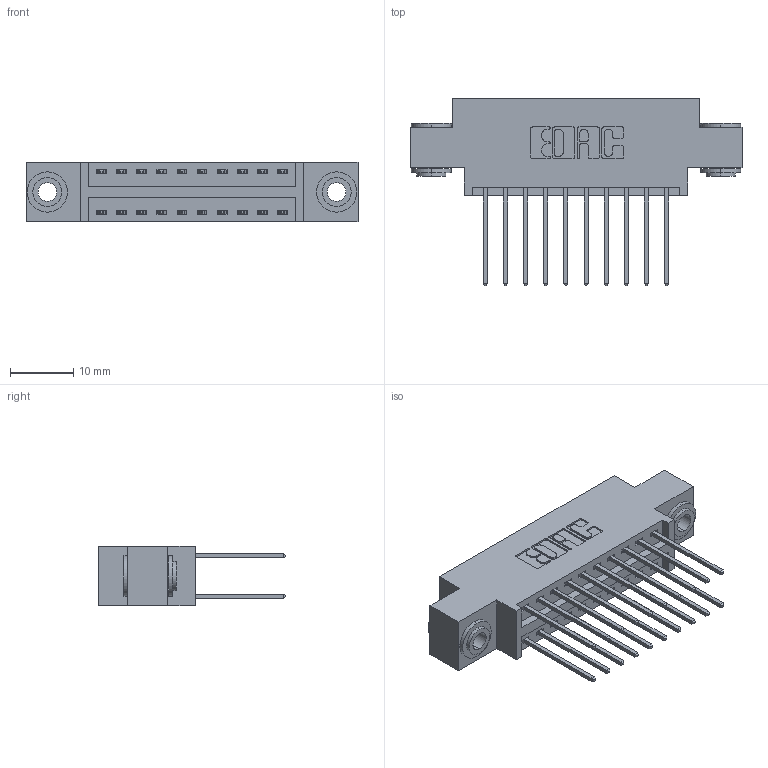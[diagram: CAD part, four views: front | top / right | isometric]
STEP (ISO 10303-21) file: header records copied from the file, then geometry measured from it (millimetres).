
FILE_DESCRIPTION (( 'STEP AP203' ), '1' );
FILE_NAME ('396-020-540-803.STEP', '2018-09-01T05:57:27', ( '' ), ( '' ), 'SwSTEP 2.0', 'SolidWorks 2016', '' );
FILE_SCHEMA (( 'CONFIG_CONTROL_DESIGN' ));
Length unit declared in the file: inch
Products named in the file (4): 396-020-540-803; 346 Part_0.170 Offset - 0.156 Dia-TH; 345-292-001_345-293-140; 345-250-002_345-250-002-102
Assembly tree (23 placements, depth 2):
  396-020-540-803
    346 Part_0.170 Offset - 0.156 Dia-TH
    345-292-001_345-293-140  x20
    345-250-002_345-250-002-102  x2
Bounding box: 52.32 x 29.46 x 9.4 mm (x, y, z)
Volume: 4794.3 mm3; surface area: 6839.6 mm2
Topology: 23 solids, 23 shells, 1204 faces, 3517 edges, 2314 vertices
Faces by surface type: plane 790, cylinder 406, cone 8
Entity records: 11634 total; most frequent: CARTESIAN_POINT 1939, ORIENTED_EDGE 1866, DIRECTION 1791, EDGE_CURVE 933, LINE 737, VECTOR 737, VERTEX_POINT 618, AXIS2_PLACEMENT_3D 527
